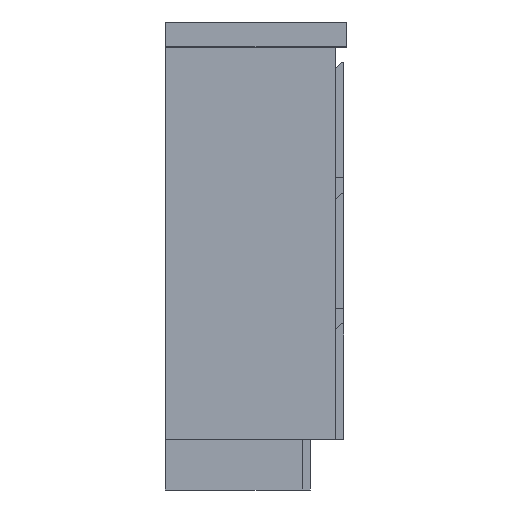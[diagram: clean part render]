
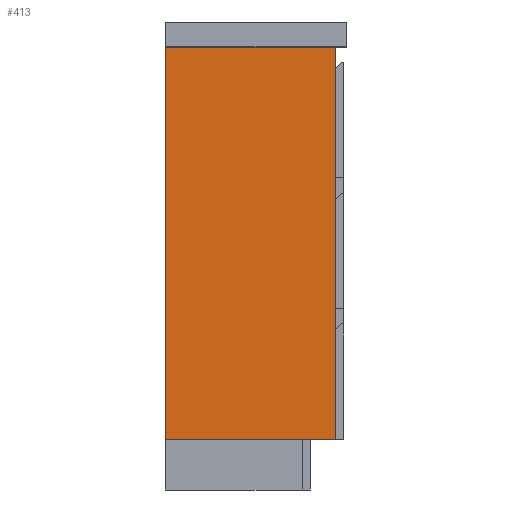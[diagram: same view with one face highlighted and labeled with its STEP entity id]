
A CAD part, left-side view. The second image highlights one B-rep face of the part: STEP entity #413.
In plain terms, the highlighted planar face has unit normal (-1, 0, 0).
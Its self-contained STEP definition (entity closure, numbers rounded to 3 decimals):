
#413=ADVANCED_FACE('',(#540),#2031,.T.);
#540=FACE_OUTER_BOUND('',#668,.T.);
#668=EDGE_LOOP('',(#928,#929,#930,#931));
#928=ORIENTED_EDGE('',*,*,#1380,.F.);
#929=ORIENTED_EDGE('',*,*,#1367,.T.);
#930=ORIENTED_EDGE('',*,*,#1378,.T.);
#931=ORIENTED_EDGE('',*,*,#1379,.F.);
#1367=EDGE_CURVE('',#1869,#1868,#1633,.T.);
#1378=EDGE_CURVE('',#1868,#1876,#1644,.T.);
#1379=EDGE_CURVE('',#1877,#1876,#1645,.T.);
#1380=EDGE_CURVE('',#1869,#1877,#1646,.T.);
#1633=B_SPLINE_CURVE_WITH_KNOTS('',1,(#2998,#2999),.UNSPECIFIED.,.F.,.F.,
(2,2),(-780.,0.),.UNSPECIFIED.);
#1644=B_SPLINE_CURVE_WITH_KNOTS('',1,(#3020,#3021),.UNSPECIFIED.,.F.,.F.,
(2,2),(-338.,0.),.UNSPECIFIED.);
#1645=B_SPLINE_CURVE_WITH_KNOTS('',1,(#3022,#3023),.UNSPECIFIED.,.F.,.F.,
(2,2),(-780.,0.),.UNSPECIFIED.);
#1646=B_SPLINE_CURVE_WITH_KNOTS('',1,(#3024,#3025),.UNSPECIFIED.,.F.,.F.,
(2,2),(-338.,0.),.UNSPECIFIED.);
#1868=VERTEX_POINT('',#2978);
#1869=VERTEX_POINT('',#2979);
#1876=VERTEX_POINT('',#2986);
#1877=VERTEX_POINT('',#2987);
#2031=PLANE('',#2282);
#2282=AXIS2_PLACEMENT_3D('',#2967,#2427,$);
#2427=DIRECTION('',(-1.,0.,0.));
#2967=CARTESIAN_POINT('',(-744.,-468.,371.8));
#2978=CARTESIAN_POINT('',(-744.,390.,338.));
#2979=CARTESIAN_POINT('',(-744.,-390.,338.));
#2986=CARTESIAN_POINT('',(-744.,390.,0.));
#2987=CARTESIAN_POINT('',(-744.,-390.,0.));
#2998=CARTESIAN_POINT('',(-744.,-390.,338.));
#2999=CARTESIAN_POINT('',(-744.,390.,338.));
#3020=CARTESIAN_POINT('',(-744.,390.,338.));
#3021=CARTESIAN_POINT('',(-744.,390.,0.));
#3022=CARTESIAN_POINT('',(-744.,-390.,0.));
#3023=CARTESIAN_POINT('',(-744.,390.,0.));
#3024=CARTESIAN_POINT('',(-744.,-390.,338.));
#3025=CARTESIAN_POINT('',(-744.,-390.,0.));
